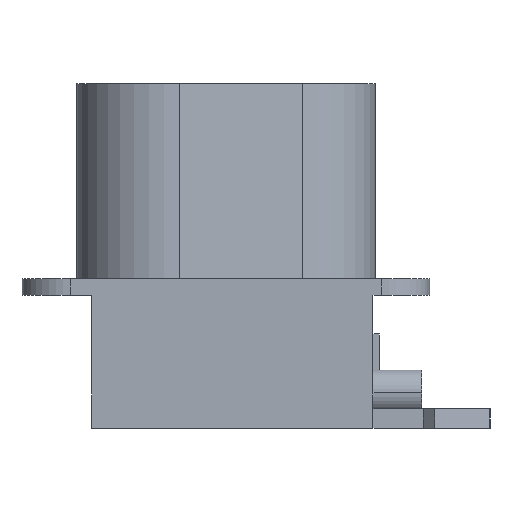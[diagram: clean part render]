
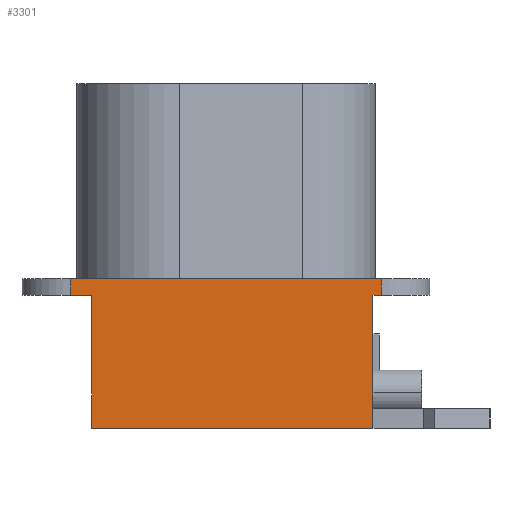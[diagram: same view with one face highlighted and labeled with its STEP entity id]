
A CAD part, left-side view. The second image highlights one B-rep face of the part: STEP entity #3301.
In plain terms, the highlighted planar face has unit normal (-1, 0, 0).
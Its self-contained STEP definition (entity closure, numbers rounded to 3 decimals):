
#20=DIRECTION('',(0.,1.,0.));
#21=VECTOR('',#20,0.65);
#22=CARTESIAN_POINT('',(21.1,35.879,23.126));
#23=LINE('',#22,#21);
#312=DIRECTION('',(0.,-1.,0.));
#313=VECTOR('',#312,9.55);
#314=CARTESIAN_POINT('',(21.1,36.529,23.634));
#315=LINE('',#314,#313);
#807=DIRECTION('',(0.,0.,1.));
#808=VECTOR('',#807,4.092);
#809=CARTESIAN_POINT('',(21.1,27.229,19.034));
#810=LINE('',#809,#808);
#811=DIRECTION('',(0.,-1.,0.));
#812=VECTOR('',#811,8.65);
#813=CARTESIAN_POINT('',(21.1,35.879,19.034));
#814=LINE('',#813,#812);
#815=DIRECTION('',(0.,0.,-1.));
#816=VECTOR('',#815,4.092);
#817=CARTESIAN_POINT('',(21.1,35.879,23.126));
#818=LINE('',#817,#816);
#823=DIRECTION('',(0.,0.,1.));
#824=VECTOR('',#823,0.508);
#825=CARTESIAN_POINT('',(21.1,36.529,23.126));
#826=LINE('',#825,#824);
#831=DIRECTION('',(0.,0.,-1.));
#832=VECTOR('',#831,0.508);
#833=CARTESIAN_POINT('',(21.1,26.979,23.634));
#834=LINE('',#833,#832);
#866=DIRECTION('',(0.,1.,0.));
#867=VECTOR('',#866,0.25);
#868=CARTESIAN_POINT('',(21.1,26.979,23.126));
#869=LINE('',#868,#867);
#1742=CARTESIAN_POINT('',(21.1,35.879,23.126));
#1744=VERTEX_POINT('',#1742);
#1745=CARTESIAN_POINT('',(21.1,27.229,23.126));
#1747=VERTEX_POINT('',#1745);
#1749=CARTESIAN_POINT('',(21.1,36.529,23.126));
#1750=VERTEX_POINT('',#1749);
#1759=CARTESIAN_POINT('',(21.1,26.979,23.126));
#1760=VERTEX_POINT('',#1759);
#1767=CARTESIAN_POINT('',(21.1,35.879,19.034));
#1768=VERTEX_POINT('',#1767);
#1781=CARTESIAN_POINT('',(21.1,27.229,19.034));
#1782=VERTEX_POINT('',#1781);
#1785=CARTESIAN_POINT('',(21.1,36.529,23.634));
#1786=VERTEX_POINT('',#1785);
#1801=CARTESIAN_POINT('',(21.1,26.979,23.634));
#1802=VERTEX_POINT('',#1801);
#3283=CARTESIAN_POINT('',(21.1,25.479,23.634));
#3284=DIRECTION('',(-1.,0.,0.));
#3285=DIRECTION('',(0.,1.,0.));
#3286=AXIS2_PLACEMENT_3D('',#3283,#3284,#3285);
#3287=PLANE('',#3286);
#3288=ORIENTED_EDGE('',*,*,#2470,.F.);
#3289=ORIENTED_EDGE('',*,*,#2786,.F.);
#3290=ORIENTED_EDGE('',*,*,#3269,.F.);
#3291=ORIENTED_EDGE('',*,*,#2314,.T.);
#3293=ORIENTED_EDGE('',*,*,#3292,.T.);
#3294=ORIENTED_EDGE('',*,*,#2684,.T.);
#3296=ORIENTED_EDGE('',*,*,#3295,.T.);
#3298=ORIENTED_EDGE('',*,*,#3297,.T.);
#3299=EDGE_LOOP('',(#3288,#3289,#3290,#3291,#3293,#3294,#3296,#3298));
#3300=FACE_OUTER_BOUND('',#3299,.F.);
#3301=ADVANCED_FACE('',(#3300),#3287,.T.);
#2314=EDGE_CURVE('',#1744,#1750,#23,.T.);
#2470=EDGE_CURVE('',#1782,#1747,#810,.T.);
#2684=EDGE_CURVE('',#1786,#1802,#315,.T.);
#2786=EDGE_CURVE('',#1768,#1782,#814,.T.);
#3269=EDGE_CURVE('',#1744,#1768,#818,.T.);
#3292=EDGE_CURVE('',#1750,#1786,#826,.T.);
#3295=EDGE_CURVE('',#1802,#1760,#834,.T.);
#3297=EDGE_CURVE('',#1760,#1747,#869,.T.);
